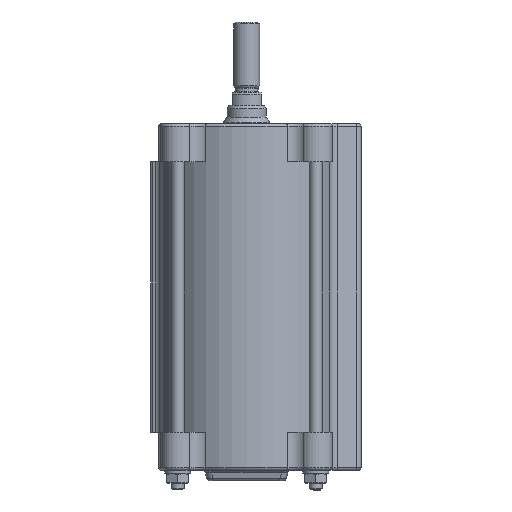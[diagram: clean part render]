
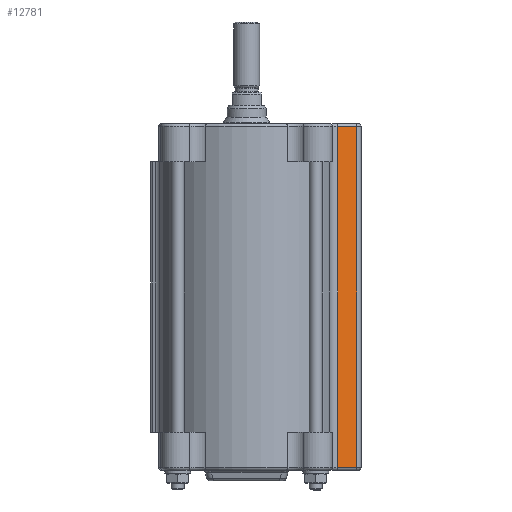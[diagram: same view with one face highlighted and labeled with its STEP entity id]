
A CAD part, front view. The second image highlights one B-rep face of the part: STEP entity #12781.
In plain terms, the highlighted planar face has unit normal (0.342, -0.94, 0).
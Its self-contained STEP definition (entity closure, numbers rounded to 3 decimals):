
#709=LINE('',#20401,#1059);
#710=LINE('',#20403,#1060);
#711=LINE('',#20405,#1061);
#712=LINE('',#20406,#1062);
#1059=VECTOR('',#16191,10.);
#1060=VECTOR('',#16192,10.);
#1061=VECTOR('',#16193,10.);
#1062=VECTOR('',#16194,10.);
#2244=FACE_OUTER_BOUND('',#3249,.T.);
#3249=EDGE_LOOP('',(#8672,#8673,#8674,#8675));
#5463=VERTEX_POINT('',#20399);
#5464=VERTEX_POINT('',#20400);
#5465=VERTEX_POINT('',#20402);
#5466=VERTEX_POINT('',#20404);
#6651=EDGE_CURVE('',#5463,#5464,#709,.T.);
#6652=EDGE_CURVE('',#5465,#5463,#710,.T.);
#6653=EDGE_CURVE('',#5466,#5465,#711,.T.);
#6654=EDGE_CURVE('',#5464,#5466,#712,.T.);
#8672=ORIENTED_EDGE('',*,*,#6651,.F.);
#8673=ORIENTED_EDGE('',*,*,#6652,.F.);
#8674=ORIENTED_EDGE('',*,*,#6653,.F.);
#8675=ORIENTED_EDGE('',*,*,#6654,.F.);
#11567=PLANE('',#13882);
#12781=ADVANCED_FACE('',(#2244),#11567,.T.);
#13882=AXIS2_PLACEMENT_3D('',#20398,#16189,#16190);
#16189=DIRECTION('center_axis',(0.342,-0.94,0.));
#16190=DIRECTION('ref_axis',(0.94,0.342,0.));
#16191=DIRECTION('',(0.,0.,1.));
#16192=DIRECTION('',(-0.94,-0.342,0.));
#16193=DIRECTION('',(0.,0.,-1.));
#16194=DIRECTION('',(0.94,0.342,0.));
#20398=CARTESIAN_POINT('Origin',(63.765,-31.055,-26.869));
#20399=CARTESIAN_POINT('',(71.078,-28.393,-24.369));
#20400=CARTESIAN_POINT('',(71.078,-28.393,237.131));
#20401=CARTESIAN_POINT('',(71.078,-28.393,-26.869));
#20402=CARTESIAN_POINT('',(85.84,-23.02,-24.369));
#20403=CARTESIAN_POINT('',(39.041,-40.054,-24.369));
#20404=CARTESIAN_POINT('',(85.84,-23.02,237.131));
#20405=CARTESIAN_POINT('',(85.84,-23.02,-26.869));
#20406=CARTESIAN_POINT('',(51.723,-35.438,237.131));
